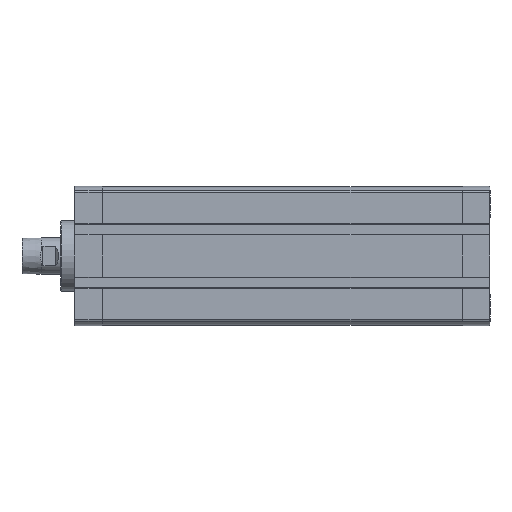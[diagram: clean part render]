
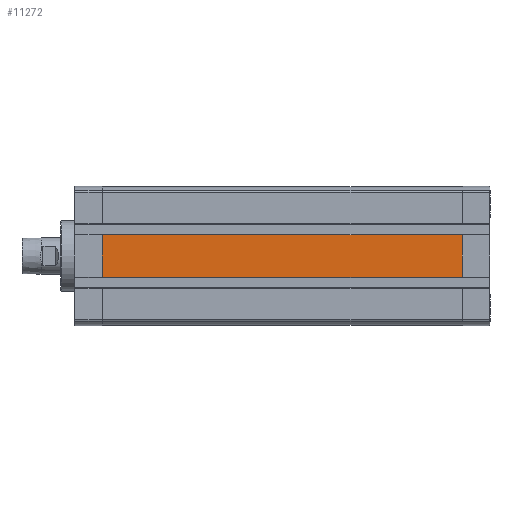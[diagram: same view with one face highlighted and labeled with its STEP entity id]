
A CAD part, left-side view. The second image highlights one B-rep face of the part: STEP entity #11272.
In plain terms, the highlighted planar face has unit normal (-1, 0, 0).
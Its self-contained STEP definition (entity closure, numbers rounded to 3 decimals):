
#126=PLANE('',#12271);
#932=LINE('',#18354,#1838);
#933=LINE('',#18357,#1839);
#934=LINE('',#18359,#1840);
#935=LINE('',#18361,#1841);
#1838=VECTOR('',#14423,1000.);
#1839=VECTOR('',#14424,1000.);
#1840=VECTOR('',#14425,1000.);
#1841=VECTOR('',#14426,1000.);
#3981=ORIENTED_EDGE('',*,*,#6857,.T.);
#3982=ORIENTED_EDGE('',*,*,#6858,.F.);
#3983=ORIENTED_EDGE('',*,*,#6859,.F.);
#3984=ORIENTED_EDGE('',*,*,#6860,.T.);
#6857=EDGE_CURVE('',#8317,#8318,#932,.T.);
#6858=EDGE_CURVE('',#8319,#8318,#933,.T.);
#6859=EDGE_CURVE('',#8320,#8319,#934,.T.);
#6860=EDGE_CURVE('',#8320,#8317,#935,.T.);
#8317=VERTEX_POINT('',#18355);
#8318=VERTEX_POINT('',#18356);
#8319=VERTEX_POINT('',#18358);
#8320=VERTEX_POINT('',#18360);
#9624=EDGE_LOOP('',(#3981,#3982,#3983,#3984));
#10434=FACE_BOUND('',#9624,.T.);
#11272=ADVANCED_FACE('',(#10434),#126,.F.);
#12271=AXIS2_PLACEMENT_3D('',#18353,#14421,#14422);
#14421=DIRECTION('',(1.,0.,0.));
#14422=DIRECTION('',(0.,0.,-1.));
#14423=DIRECTION('',(0.,0.,1.));
#14424=DIRECTION('',(0.,-1.,0.));
#14425=DIRECTION('',(0.,0.,1.));
#14426=DIRECTION('',(0.,-1.,0.));
#18353=CARTESIAN_POINT('',(-37.5,209.9,-11.4));
#18354=CARTESIAN_POINT('',(-37.5,15.,-11.4));
#18355=CARTESIAN_POINT('',(-37.5,15.,-11.4));
#18356=CARTESIAN_POINT('',(-37.5,15.,11.4));
#18357=CARTESIAN_POINT('',(-37.5,209.9,11.4));
#18358=CARTESIAN_POINT('',(-37.5,209.9,11.4));
#18359=CARTESIAN_POINT('',(-37.5,209.9,-11.4));
#18360=CARTESIAN_POINT('',(-37.5,209.9,-11.4));
#18361=CARTESIAN_POINT('',(-37.5,209.9,-11.4));
